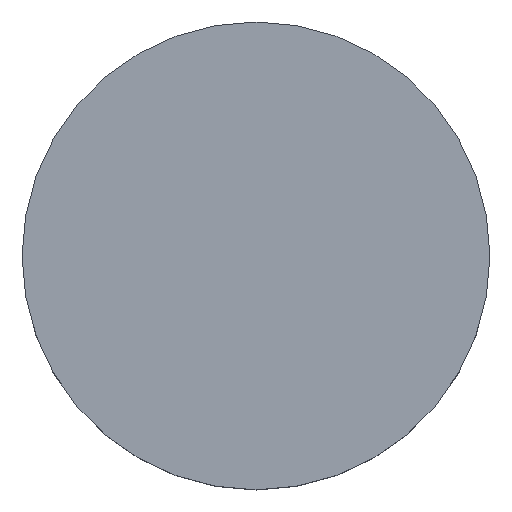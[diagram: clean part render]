
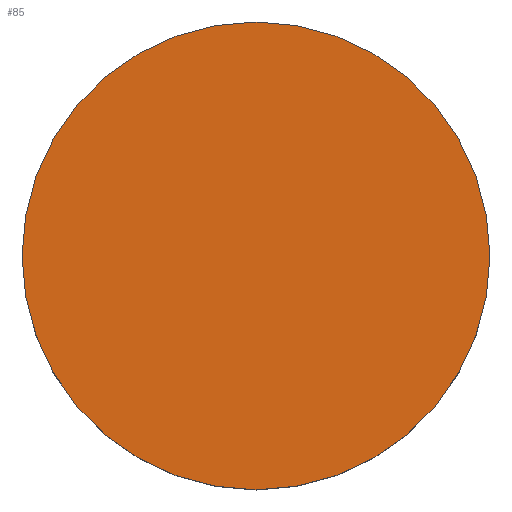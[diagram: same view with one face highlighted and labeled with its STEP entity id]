
A CAD part, top view. The second image highlights one B-rep face of the part: STEP entity #85.
In plain terms, the highlighted planar face has unit normal (0, 0, 1).
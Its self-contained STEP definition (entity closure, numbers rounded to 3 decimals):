
#1 = EDGE_LOOP ( 'NONE', ( #125, #143 ) ) ;
#7 = EDGE_CURVE ( 'NONE', #186, #81, #34, .T. ) ;
#34 = CIRCLE ( 'NONE', #109, 6.35 ) ;
#36 = CARTESIAN_POINT ( 'NONE',  ( 0., 0., 2. ) ) ;
#40 = CARTESIAN_POINT ( 'NONE',  ( 0., 0., 2. ) ) ;
#41 = CARTESIAN_POINT ( 'NONE',  ( 0., 13.158, 2. ) ) ;
#45 = DIRECTION ( 'NONE',  ( 1., 0., 0. ) ) ;
#53 = FACE_OUTER_BOUND ( 'NONE', #1, .T. ) ;
#56 = DIRECTION ( 'NONE',  ( 0., 0., -1. ) ) ;
#58 = DIRECTION ( 'NONE',  ( 1., 0., 0. ) ) ;
#72 = AXIS2_PLACEMENT_3D ( 'NONE', #40, #123, #58 ) ;
#81 = VERTEX_POINT ( 'NONE', #121 ) ;
#85 = ADVANCED_FACE ( 'NONE', ( #53 ), #154, .T. ) ;
#89 = AXIS2_PLACEMENT_3D ( 'NONE', #41, #160, #45 ) ;
#94 = DIRECTION ( 'NONE',  ( 1., 0., 0. ) ) ;
#109 = AXIS2_PLACEMENT_3D ( 'NONE', #36, #56, #94 ) ;
#112 = CIRCLE ( 'NONE', #72, 6.35 ) ;
#121 = CARTESIAN_POINT ( 'NONE',  ( -6.35, 0., 2. ) ) ;
#123 = DIRECTION ( 'NONE',  ( 0., 0., -1. ) ) ;
#125 = ORIENTED_EDGE ( 'NONE', *, *, #7, .F. ) ;
#134 = CARTESIAN_POINT ( 'NONE',  ( 6.35, 0., 2. ) ) ;
#143 = ORIENTED_EDGE ( 'NONE', *, *, #201, .F. ) ;
#154 = PLANE ( 'NONE',  #89 ) ;
#160 = DIRECTION ( 'NONE',  ( 0., 0., 1. ) ) ;
#186 = VERTEX_POINT ( 'NONE', #134 ) ;
#201 = EDGE_CURVE ( 'NONE', #81, #186, #112, .T. ) ;
